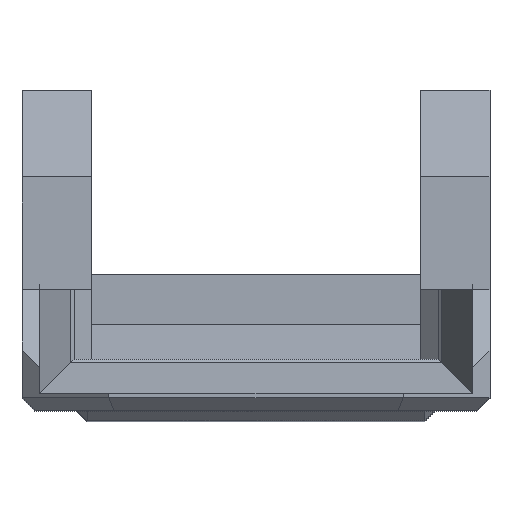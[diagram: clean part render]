
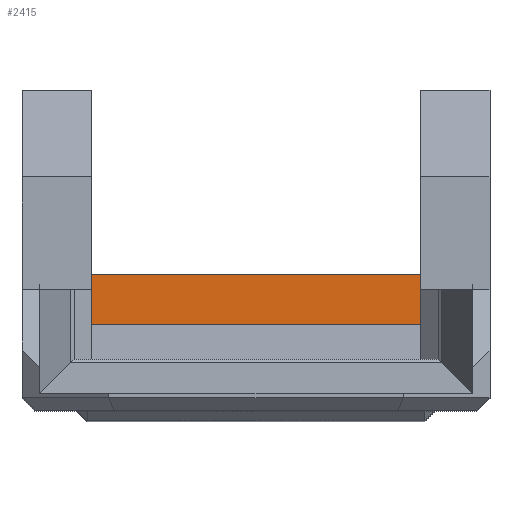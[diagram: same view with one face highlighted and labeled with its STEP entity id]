
A CAD part, top view. The second image highlights one B-rep face of the part: STEP entity #2415.
In plain terms, the highlighted planar face has unit normal (0, 0, 1).
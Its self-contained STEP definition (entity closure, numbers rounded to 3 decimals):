
#250=DIRECTION('',(-1.,0.,0.));
#251=VECTOR('',#250,38.);
#252=CARTESIAN_POINT('',(19.,-4.5,-77.));
#253=LINE('',#252,#251);
#498=DIRECTION('',(0.,1.,0.));
#499=VECTOR('',#498,5.764);
#500=CARTESIAN_POINT('',(19.,-10.264,-77.));
#501=LINE('',#500,#499);
#502=DIRECTION('',(1.,0.,0.));
#503=VECTOR('',#502,38.);
#504=CARTESIAN_POINT('',(-19.,-10.264,-77.));
#505=LINE('',#504,#503);
#506=DIRECTION('',(0.,1.,0.));
#507=VECTOR('',#506,5.764);
#508=CARTESIAN_POINT('',(-19.,-10.264,-77.));
#509=LINE('',#508,#507);
#1431=CARTESIAN_POINT('',(19.,-10.264,-77.));
#1433=VERTEX_POINT('',#1431);
#1434=CARTESIAN_POINT('',(-19.,-10.264,-77.));
#1435=VERTEX_POINT('',#1434);
#1474=CARTESIAN_POINT('',(19.,-4.5,-77.));
#1475=CARTESIAN_POINT('',(-19.,-4.5,-77.));
#1476=VERTEX_POINT('',#1474);
#1477=VERTEX_POINT('',#1475);
#2403=CARTESIAN_POINT('',(23.,-16.5,-77.));
#2404=DIRECTION('',(0.,0.,-1.));
#2405=DIRECTION('',(-1.,0.,0.));
#2406=AXIS2_PLACEMENT_3D('',#2403,#2404,#2405);
#2407=PLANE('',#2406);
#2408=ORIENTED_EDGE('',*,*,#2064,.F.);
#2409=ORIENTED_EDGE('',*,*,#2225,.F.);
#2411=ORIENTED_EDGE('',*,*,#2410,.F.);
#2412=ORIENTED_EDGE('',*,*,#2370,.T.);
#2413=EDGE_LOOP('',(#2408,#2409,#2411,#2412));
#2414=FACE_OUTER_BOUND('',#2413,.F.);
#2064=EDGE_CURVE('',#1476,#1477,#253,.T.);
#2225=EDGE_CURVE('',#1433,#1476,#501,.T.);
#2370=EDGE_CURVE('',#1435,#1477,#509,.T.);
#2410=EDGE_CURVE('',#1435,#1433,#505,.T.);
#2415=ADVANCED_FACE('',(#2414),#2407,.F.);
